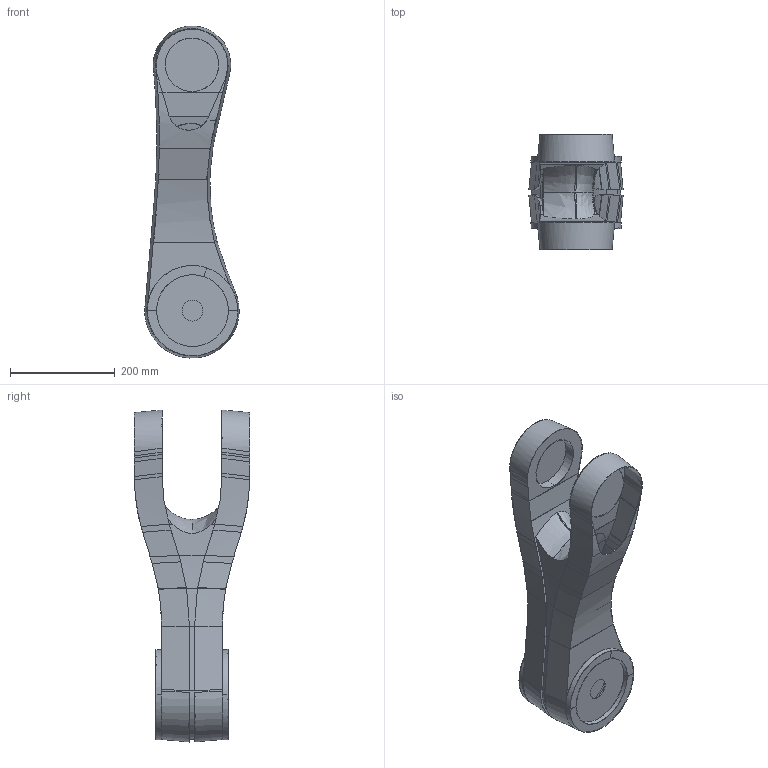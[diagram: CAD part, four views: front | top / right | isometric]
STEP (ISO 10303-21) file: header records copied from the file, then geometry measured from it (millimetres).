
FILE_DESCRIPTION (( 'STEP AP203' ), '1' );
FILE_NAME ('Pieza3_Predeterminado_sldprt.STEP', '2025-07-13T03:08:58', ( '' ), ( '' ), 'SwSTEP 2.0', 'SolidWorks 2024', '' );
FILE_SCHEMA (( 'CONFIG_CONTROL_DESIGN' ));
Length unit declared in the file: millimetre
Products named in the file (1): Pieza3_Predeterminado_sldprt
Bounding box: 180.1 x 220 x 633.98 mm (x, y, z)
Volume: 491565.3 mm3; surface area: 1010612.6 mm2
Topology: 5 solids, 5 shells, 330 faces, 814 edges, 492 vertices
Faces by surface type: bspline 217, plane 57, cylinder 56
Entity records: 19254 total; most frequent: CARTESIAN_POINT 13292, ORIENTED_EDGE 1628, EDGE_CURVE 814, B_SPLINE_CURVE_WITH_KNOTS 614, VERTEX_POINT 492, DIRECTION 479, EDGE_LOOP 336, ADVANCED_FACE 330
